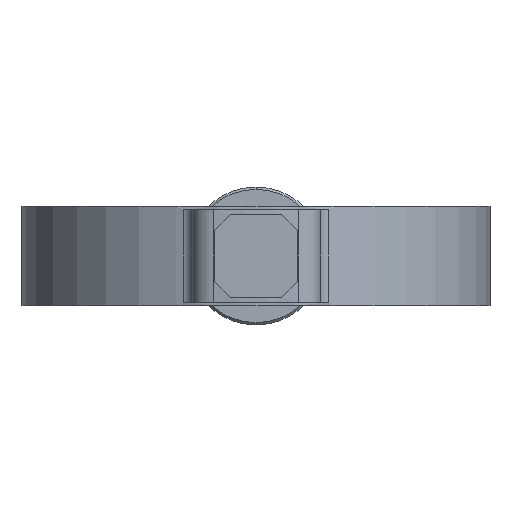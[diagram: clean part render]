
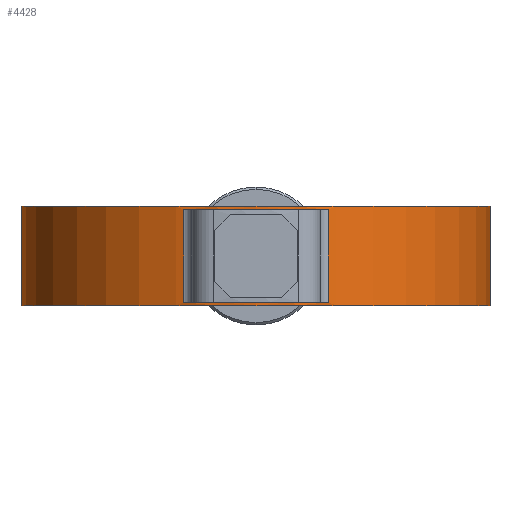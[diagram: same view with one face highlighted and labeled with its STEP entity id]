
A CAD part, front view. The second image highlights one B-rep face of the part: STEP entity #4428.
In plain terms, the highlighted cylindrical face has radius 297 mm (diameter 594 mm), a partial arc.
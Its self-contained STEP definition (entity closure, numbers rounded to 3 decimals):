
#34 = AXIS2_PLACEMENT_3D ( 'NONE', #891, #788, #787 ) ;
#35 = AXIS2_PLACEMENT_3D ( 'NONE', #773, #772, #770 ) ;
#42 = AXIS2_PLACEMENT_3D ( 'NONE', #587, #578, #647 ) ;
#196 = VERTEX_POINT ( 'NONE', #5819 ) ;
#201 = VERTEX_POINT ( 'NONE', #5829 ) ;
#325 = VERTEX_POINT ( 'NONE', #3210 ) ;
#330 = VERTEX_POINT ( 'NONE', #3151 ) ;
#331 = VERTEX_POINT ( 'NONE', #3152 ) ;
#333 = VERTEX_POINT ( 'NONE', #3154 ) ;
#340 = VERTEX_POINT ( 'NONE', #3165 ) ;
#341 = VERTEX_POINT ( 'NONE', #3167 ) ;
#417 = LINE ( 'NONE', #2795, #420 ) ;
#420 = VECTOR ( 'NONE', #2814, 1000. ) ;
#483 = CARTESIAN_POINT ( 'NONE',  ( 91.861, -282.437, 63. ) ) ;
#578 = DIRECTION ( 'NONE',  ( 0., 0., 1. ) ) ;
#583 = DIRECTION ( 'NONE',  ( 0., 0., -1. ) ) ;
#587 = CARTESIAN_POINT ( 'NONE',  ( 0., 0., 63. ) ) ;
#647 = DIRECTION ( 'NONE',  ( 1., 0., 0. ) ) ;
#770 = DIRECTION ( 'NONE',  ( 1., 0., 0. ) ) ;
#772 = DIRECTION ( 'NONE',  ( 0., 0., 1. ) ) ;
#773 = CARTESIAN_POINT ( 'NONE',  ( 0., 0., -63. ) ) ;
#787 = DIRECTION ( 'NONE',  ( -1., 0., 0. ) ) ;
#788 = DIRECTION ( 'NONE',  ( 0., 0., -1. ) ) ;
#891 = CARTESIAN_POINT ( 'NONE',  ( 0., 0., -58.5 ) ) ;
#1400 = DIRECTION ( 'NONE',  ( 0., 0., -1. ) ) ;
#1404 = DIRECTION ( 'NONE',  ( 0., 0., -1. ) ) ;
#1405 = CARTESIAN_POINT ( 'NONE',  ( -297., 0., 63. ) ) ;
#1411 = CARTESIAN_POINT ( 'NONE',  ( 297., 0., 63. ) ) ;
#1509 = AXIS2_PLACEMENT_3D ( 'NONE', #4288, #4289, #4287 ) ;
#1750 = EDGE_CURVE ( 'NONE', #196, #340, #417, .T. ) ;
#1945 = EDGE_LOOP ( 'NONE', ( #3586, #3587, #3588, #3589 ) ) ;
#1969 = EDGE_LOOP ( 'NONE', ( #3590, #3591, #3592, #3593 ) ) ;
#2202 = CIRCLE ( 'NONE', #34, 297. ) ;
#2203 = LINE ( 'NONE', #483, #2205 ) ;
#2204 = CIRCLE ( 'NONE', #35, 297. ) ;
#2205 = VECTOR ( 'NONE', #583, 1000. ) ;
#2231 = CIRCLE ( 'NONE', #42, 297. ) ;
#2526 = FACE_OUTER_BOUND ( 'NONE', #1945, .T. ) ;
#2535 = FACE_BOUND ( 'NONE', #1969, .T. ) ;
#2537 = CYLINDRICAL_SURFACE ( 'NONE', #1509, 297. ) ;
#2767 = CARTESIAN_POINT ( 'NONE',  ( 0., 0., 58.5 ) ) ;
#2768 = DIRECTION ( 'NONE',  ( 0., 0., -1. ) ) ;
#2769 = DIRECTION ( 'NONE',  ( -1., 0., 0. ) ) ;
#2795 = CARTESIAN_POINT ( 'NONE',  ( -91.861, -282.437, 63. ) ) ;
#2814 = DIRECTION ( 'NONE',  ( 0., 0., 1. ) ) ;
#3059 = AXIS2_PLACEMENT_3D ( 'NONE', #2767, #2768, #2769 ) ;
#3151 = CARTESIAN_POINT ( 'NONE',  ( -297., 0., -63. ) ) ;
#3152 = CARTESIAN_POINT ( 'NONE',  ( 297., 0., -63. ) ) ;
#3154 = CARTESIAN_POINT ( 'NONE',  ( -297., 0., 63. ) ) ;
#3165 = CARTESIAN_POINT ( 'NONE',  ( -91.861, -282.437, 58.5 ) ) ;
#3167 = CARTESIAN_POINT ( 'NONE',  ( 91.861, -282.437, 58.5 ) ) ;
#3210 = CARTESIAN_POINT ( 'NONE',  ( 297., 0., 63. ) ) ;
#3586 = ORIENTED_EDGE ( 'NONE', *, *, #4578, .F. ) ;
#3587 = ORIENTED_EDGE ( 'NONE', *, *, #3644, .F. ) ;
#3588 = ORIENTED_EDGE ( 'NONE', *, *, #4576, .T. ) ;
#3589 = ORIENTED_EDGE ( 'NONE', *, *, #3621, .T. ) ;
#3590 = ORIENTED_EDGE ( 'NONE', *, *, #4563, .F. ) ;
#3591 = ORIENTED_EDGE ( 'NONE', *, *, #3620, .T. ) ;
#3592 = ORIENTED_EDGE ( 'NONE', *, *, #3619, .T. ) ;
#3593 = ORIENTED_EDGE ( 'NONE', *, *, #1750, .T. ) ;
#3619 = EDGE_CURVE ( 'NONE', #201, #196, #2202, .T. ) ;
#3620 = EDGE_CURVE ( 'NONE', #341, #201, #2203, .T. ) ;
#3621 = EDGE_CURVE ( 'NONE', #330, #331, #2204, .T. ) ;
#3644 = EDGE_CURVE ( 'NONE', #333, #325, #2231, .T. ) ;
#4287 = DIRECTION ( 'NONE',  ( -1., 0., 0. ) ) ;
#4288 = CARTESIAN_POINT ( 'NONE',  ( 0., 0., 63. ) ) ;
#4289 = DIRECTION ( 'NONE',  ( 0., 0., -1. ) ) ;
#4428 = ADVANCED_FACE ( 'NONE', ( #2526, #2535 ), #2537, .T. ) ;
#4563 = EDGE_CURVE ( 'NONE', #341, #340, #4947, .T. ) ;
#4576 = EDGE_CURVE ( 'NONE', #333, #330, #4954, .T. ) ;
#4578 = EDGE_CURVE ( 'NONE', #325, #331, #4963, .T. ) ;
#4947 = CIRCLE ( 'NONE', #3059, 297. ) ;
#4954 = LINE ( 'NONE', #1405, #4965 ) ;
#4963 = LINE ( 'NONE', #1411, #4968 ) ;
#4965 = VECTOR ( 'NONE', #1400, 1000. ) ;
#4968 = VECTOR ( 'NONE', #1404, 1000. ) ;
#5819 = CARTESIAN_POINT ( 'NONE',  ( -91.861, -282.437, -58.5 ) ) ;
#5829 = CARTESIAN_POINT ( 'NONE',  ( 91.861, -282.437, -58.5 ) ) ;
